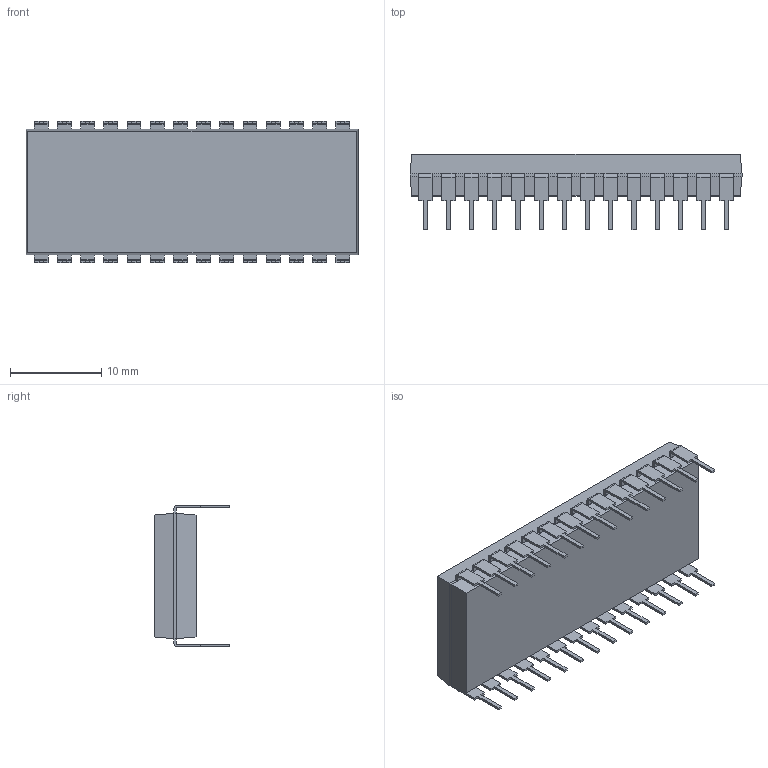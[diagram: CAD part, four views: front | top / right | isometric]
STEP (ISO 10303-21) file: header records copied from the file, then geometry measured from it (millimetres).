
FILE_DESCRIPTION (( 'STEP AP214' ), '1' );
FILE_NAME ('ADC0808CCN.STEP', '2023-12-13T21:11:08', ( '' ), ( '' ), 'SwSTEP 2.0', 'SolidWorks 2021', '' );
FILE_SCHEMA (( 'AUTOMOTIVE_DESIGN' ));
Length unit declared in the file: millimetre
Products named in the file (1): ADC0808CCN
Bounding box: 36.32 x 8.26 x 15.49 mm (x, y, z)
Volume: 2281.7 mm3; surface area: 1905.6 mm2
Topology: 29 solids, 29 shells, 410 faces, 1048 edges, 696 vertices
Faces by surface type: plane 353, cylinder 57
Entity records: 12528 total; most frequent: CARTESIAN_POINT 2155, ORIENTED_EDGE 2096, DIRECTION 1984, EDGE_CURVE 1048, VECTOR 934, LINE 934, VERTEX_POINT 696, AXIS2_PLACEMENT_3D 525
